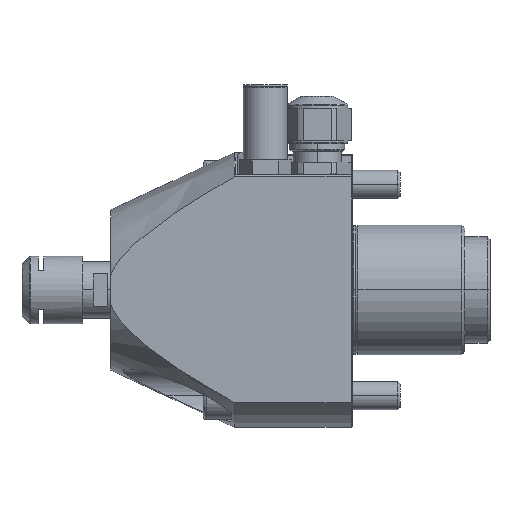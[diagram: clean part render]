
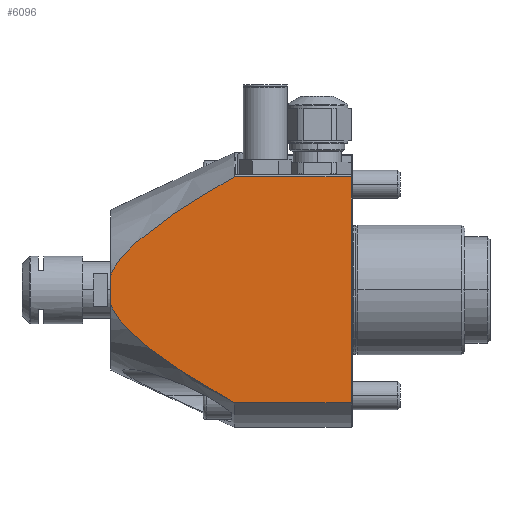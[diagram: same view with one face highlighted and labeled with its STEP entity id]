
A CAD part, top view. The second image highlights one B-rep face of the part: STEP entity #6096.
In plain terms, the highlighted planar face has unit normal (0, 0, 1).
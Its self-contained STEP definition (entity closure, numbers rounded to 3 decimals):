
#2217 = DIRECTION ( 'NONE',  ( -1., 0., 0. ) ) ;
#2218 = VECTOR ( 'NONE', #2217, 1000. ) ;
#2219 = CARTESIAN_POINT ( 'NONE',  ( 0., 20.106, 14. ) ) ;
#2220 = LINE ( 'NONE', #2219, #2218 ) ;
#2221 = CARTESIAN_POINT ( 'NONE',  ( -20.2, 20.106, 14. ) ) ;
#2236 = CARTESIAN_POINT ( 'NONE',  ( -20.2, 20.106, 14. ) ) ;
#2252 = VECTOR ( 'NONE', #2382, 1000. ) ;
#2335 = CARTESIAN_POINT ( 'NONE',  ( -20.2, -20.106, 14. ) ) ;
#2346 = LINE ( 'NONE', #2221, #2252 ) ;
#2379 = CARTESIAN_POINT ( 'NONE',  ( -41., 20.106, 14. ) ) ;
#2382 = DIRECTION ( 'NONE',  ( 0., 1., 0. ) ) ;
#3339 = DIRECTION ( 'NONE',  ( 0., -1., 0. ) ) ;
#3359 = B_SPLINE_CURVE_WITH_KNOTS ( 'NONE', 3,
 ( #3523, #3522, #3521, #3520, #3390, #3389, #3388, #3387, #3386, #3385, #3384, #3383, #3382, #3381, #3380, #3379, #3378, #3377 ),
 .UNSPECIFIED., .F., .F.,
 ( 4, 2, 2, 2, 2, 2, 2, 2, 4 ),
 ( 0., 0.007, 0.014, 0.018, 0.021, 0.023, 0.025, 0.027, 0.028 ),
 .UNSPECIFIED. ) ;
#3377 = CARTESIAN_POINT ( 'NONE',  ( -63., 2.61, 14. ) ) ;
#3378 = CARTESIAN_POINT ( 'NONE',  ( -62.78, 3.169, 14. ) ) ;
#3379 = CARTESIAN_POINT ( 'NONE',  ( -62.502, 3.704, 14. ) ) ;
#3380 = CARTESIAN_POINT ( 'NONE',  ( -61.878, 4.715, 14. ) ) ;
#3381 = CARTESIAN_POINT ( 'NONE',  ( -61.531, 5.194, 14. ) ) ;
#3382 = CARTESIAN_POINT ( 'NONE',  ( -60.79, 6.116, 14. ) ) ;
#3383 = CARTESIAN_POINT ( 'NONE',  ( -60.396, 6.559, 14. ) ) ;
#3384 = CARTESIAN_POINT ( 'NONE',  ( -59.573, 7.418, 14. ) ) ;
#3385 = CARTESIAN_POINT ( 'NONE',  ( -59.145, 7.833, 14. ) ) ;
#3386 = CARTESIAN_POINT ( 'NONE',  ( -57.835, 9.039, 14. ) ) ;
#3387 = CARTESIAN_POINT ( 'NONE',  ( -56.921, 9.794, 14. ) ) ;
#3388 = CARTESIAN_POINT ( 'NONE',  ( -55.048, 11.248, 14. ) ) ;
#3389 = CARTESIAN_POINT ( 'NONE',  ( -54.087, 11.946, 14. ) ) ;
#3390 = CARTESIAN_POINT ( 'NONE',  ( -51.162, 13.983, 14. ) ) ;
#3426 = DIRECTION ( 'NONE',  ( -1., 0., 0. ) ) ;
#3427 = VECTOR ( 'NONE', #3426, 1000. ) ;
#3428 = CARTESIAN_POINT ( 'NONE',  ( 0., -20.106, 14. ) ) ;
#3429 = LINE ( 'NONE', #3428, #3427 ) ;
#3514 = AXIS2_PLACEMENT_3D ( 'NONE', #3529, #3528, #3339 ) ;
#3520 = CARTESIAN_POINT ( 'NONE',  ( -49.162, 15.26, 14. ) ) ;
#3521 = CARTESIAN_POINT ( 'NONE',  ( -45.114, 17.736, 14. ) ) ;
#3522 = CARTESIAN_POINT ( 'NONE',  ( -43.064, 18.933, 14. ) ) ;
#3523 = CARTESIAN_POINT ( 'NONE',  ( -41., 20.106, 14. ) ) ;
#3524 = PLANE ( 'NONE',  #3514 ) ;
#3526 = FACE_OUTER_BOUND ( 'NONE', #6045, .T. ) ;
#3528 = DIRECTION ( 'NONE',  ( 0., 0., 1. ) ) ;
#3529 = CARTESIAN_POINT ( 'NONE',  ( 0., 20.106, 14. ) ) ;
#3604 = VERTEX_POINT ( 'NONE', #7256 ) ;
#3619 = EDGE_CURVE ( 'NONE', #5046, #3604, #7271, .T. ) ;
#4914 = EDGE_CURVE ( 'NONE', #5046, #5044, #7748, .T. ) ;
#5044 = VERTEX_POINT ( 'NONE', #7865 ) ;
#5046 = VERTEX_POINT ( 'NONE', #7880 ) ;
#5458 = EDGE_CURVE ( 'NONE', #5473, #5465, #2220, .T. ) ;
#5463 = EDGE_CURVE ( 'NONE', #5485, #5473, #2346, .T. ) ;
#5465 = VERTEX_POINT ( 'NONE', #2379 ) ;
#5473 = VERTEX_POINT ( 'NONE', #2236 ) ;
#5485 = VERTEX_POINT ( 'NONE', #2335 ) ;
#6045 = EDGE_LOOP ( 'NONE', ( #6062, #6101, #6104, #6046, #6098, #6061 ) ) ;
#6046 = ORIENTED_EDGE ( 'NONE', *, *, #6094, .T. ) ;
#6061 = ORIENTED_EDGE ( 'NONE', *, *, #3619, .T. ) ;
#6062 = ORIENTED_EDGE ( 'NONE', *, *, #6118, .F. ) ;
#6094 = EDGE_CURVE ( 'NONE', #5465, #5044, #3359, .T. ) ;
#6096 = ADVANCED_FACE ( 'NONE', ( #3526 ), #3524, .T. ) ;
#6098 = ORIENTED_EDGE ( 'NONE', *, *, #4914, .F. ) ;
#6101 = ORIENTED_EDGE ( 'NONE', *, *, #5463, .T. ) ;
#6104 = ORIENTED_EDGE ( 'NONE', *, *, #5458, .T. ) ;
#6118 = EDGE_CURVE ( 'NONE', #5485, #3604, #3429, .T. ) ;
#7215 = CARTESIAN_POINT ( 'NONE',  ( -41., -20.106, 14. ) ) ;
#7216 = CARTESIAN_POINT ( 'NONE',  ( -43.065, -18.933, 14. ) ) ;
#7217 = CARTESIAN_POINT ( 'NONE',  ( -45.115, -17.735, 14. ) ) ;
#7218 = CARTESIAN_POINT ( 'NONE',  ( -49.167, -15.258, 14. ) ) ;
#7219 = CARTESIAN_POINT ( 'NONE',  ( -51.168, -13.979, 14. ) ) ;
#7220 = CARTESIAN_POINT ( 'NONE',  ( -54.082, -11.95, 14. ) ) ;
#7221 = CARTESIAN_POINT ( 'NONE',  ( -55.039, -11.254, 14. ) ) ;
#7222 = CARTESIAN_POINT ( 'NONE',  ( -56.908, -9.804, 14. ) ) ;
#7223 = CARTESIAN_POINT ( 'NONE',  ( -57.821, -9.051, 14. ) ) ;
#7224 = CARTESIAN_POINT ( 'NONE',  ( -59.133, -7.845, 14. ) ) ;
#7225 = CARTESIAN_POINT ( 'NONE',  ( -59.561, -7.43, 14. ) ) ;
#7226 = CARTESIAN_POINT ( 'NONE',  ( -60.39, -6.566, 14. ) ) ;
#7227 = CARTESIAN_POINT ( 'NONE',  ( -60.788, -6.119, 14. ) ) ;
#7228 = CARTESIAN_POINT ( 'NONE',  ( -61.532, -5.192, 14. ) ) ;
#7229 = CARTESIAN_POINT ( 'NONE',  ( -61.879, -4.712, 14. ) ) ;
#7230 = CARTESIAN_POINT ( 'NONE',  ( -62.502, -3.704, 14. ) ) ;
#7231 = CARTESIAN_POINT ( 'NONE',  ( -62.778, -3.175, 14. ) ) ;
#7232 = CARTESIAN_POINT ( 'NONE',  ( -63., -2.61, 14. ) ) ;
#7256 = CARTESIAN_POINT ( 'NONE',  ( -41., -20.106, 14. ) ) ;
#7271 = B_SPLINE_CURVE_WITH_KNOTS ( 'NONE', 3,
 ( #7232, #7231, #7230, #7229, #7228, #7227, #7226, #7225, #7224, #7223, #7222, #7221, #7220, #7219, #7218, #7217, #7216, #7215 ),
 .UNSPECIFIED., .F., .F.,
 ( 4, 2, 2, 2, 2, 2, 2, 2, 4 ),
 ( 0., 0.002, 0.004, 0.005, 0.007, 0.011, 0.014, 0.021, 0.028 ),
 .UNSPECIFIED. ) ;
#7747 = CARTESIAN_POINT ( 'NONE',  ( -63., 20.106, 14. ) ) ;
#7748 = LINE ( 'NONE', #7747, #7773 ) ;
#7772 = DIRECTION ( 'NONE',  ( 0., 1., 0. ) ) ;
#7773 = VECTOR ( 'NONE', #7772, 1000. ) ;
#7865 = CARTESIAN_POINT ( 'NONE',  ( -63., 2.61, 14. ) ) ;
#7880 = CARTESIAN_POINT ( 'NONE',  ( -63., -2.61, 14. ) ) ;
